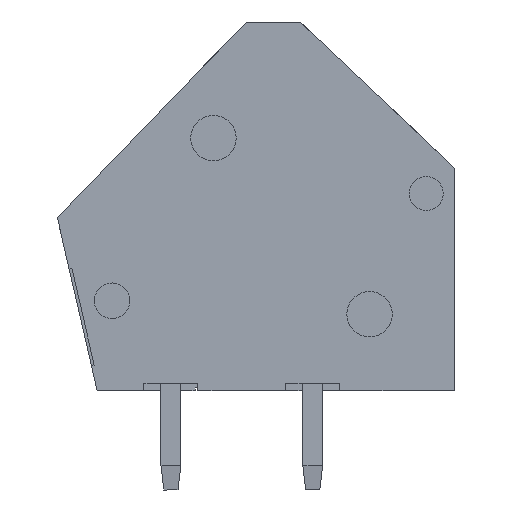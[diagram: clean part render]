
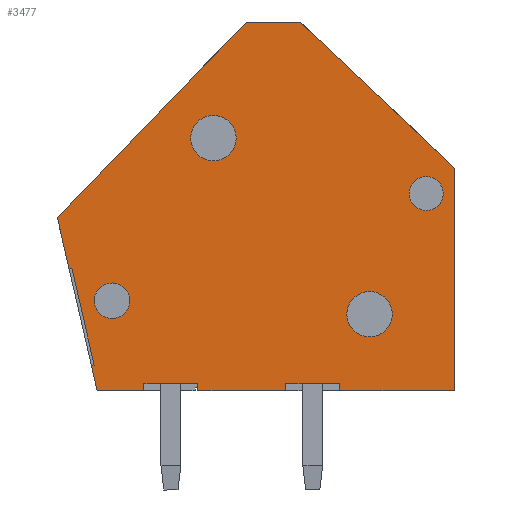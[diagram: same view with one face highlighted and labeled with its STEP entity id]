
A CAD part, left-side view. The second image highlights one B-rep face of the part: STEP entity #3477.
In plain terms, the highlighted planar face has unit normal (-1, 0, 0).
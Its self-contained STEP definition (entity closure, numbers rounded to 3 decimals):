
#105=CIRCLE('',#3724,0.625);
#106=CIRCLE('',#3725,0.8);
#107=CIRCLE('',#3726,0.8);
#108=CIRCLE('',#3727,0.6);
#255=ORIENTED_EDGE('',*,*,#1260,.T.);
#256=ORIENTED_EDGE('',*,*,#1261,.T.);
#257=ORIENTED_EDGE('',*,*,#1262,.T.);
#258=ORIENTED_EDGE('',*,*,#1263,.T.);
#259=ORIENTED_EDGE('',*,*,#1264,.T.);
#260=ORIENTED_EDGE('',*,*,#1265,.T.);
#261=ORIENTED_EDGE('',*,*,#1266,.T.);
#262=ORIENTED_EDGE('',*,*,#1267,.T.);
#263=ORIENTED_EDGE('',*,*,#1268,.T.);
#264=ORIENTED_EDGE('',*,*,#1269,.F.);
#265=ORIENTED_EDGE('',*,*,#1270,.F.);
#266=ORIENTED_EDGE('',*,*,#1271,.F.);
#267=ORIENTED_EDGE('',*,*,#1272,.T.);
#268=ORIENTED_EDGE('',*,*,#1273,.T.);
#269=ORIENTED_EDGE('',*,*,#1274,.T.);
#270=ORIENTED_EDGE('',*,*,#1275,.T.);
#271=ORIENTED_EDGE('',*,*,#1215,.T.);
#272=ORIENTED_EDGE('',*,*,#1276,.T.);
#273=ORIENTED_EDGE('',*,*,#1277,.T.);
#274=ORIENTED_EDGE('',*,*,#1278,.T.);
#275=ORIENTED_EDGE('',*,*,#1279,.T.);
#276=ORIENTED_EDGE('',*,*,#1280,.T.);
#1215=EDGE_CURVE('',#1721,#1722,#2060,.T.);
#1260=EDGE_CURVE('',#1759,#1759,#105,.T.);
#1261=EDGE_CURVE('',#1760,#1760,#106,.T.);
#1262=EDGE_CURVE('',#1761,#1761,#107,.T.);
#1263=EDGE_CURVE('',#1762,#1762,#108,.T.);
#1264=EDGE_CURVE('',#1763,#1764,#2102,.T.);
#1265=EDGE_CURVE('',#1764,#1765,#2103,.T.);
#1266=EDGE_CURVE('',#1765,#1766,#2104,.T.);
#1267=EDGE_CURVE('',#1766,#1767,#2105,.T.);
#1268=EDGE_CURVE('',#1767,#1768,#2106,.T.);
#1269=EDGE_CURVE('',#1769,#1768,#2107,.T.);
#1270=EDGE_CURVE('',#1770,#1769,#2108,.T.);
#1271=EDGE_CURVE('',#1771,#1770,#2109,.T.);
#1272=EDGE_CURVE('',#1771,#1772,#2110,.T.);
#1273=EDGE_CURVE('',#1772,#1773,#2111,.T.);
#1274=EDGE_CURVE('',#1773,#1774,#2112,.T.);
#1275=EDGE_CURVE('',#1774,#1721,#2113,.T.);
#1276=EDGE_CURVE('',#1722,#1775,#2114,.T.);
#1277=EDGE_CURVE('',#1775,#1776,#2115,.T.);
#1278=EDGE_CURVE('',#1776,#1777,#2116,.T.);
#1279=EDGE_CURVE('',#1777,#1778,#2117,.T.);
#1280=EDGE_CURVE('',#1778,#1763,#2118,.T.);
#1721=VERTEX_POINT('',#5009);
#1722=VERTEX_POINT('',#5010);
#1759=VERTEX_POINT('',#5100);
#1760=VERTEX_POINT('',#5102);
#1761=VERTEX_POINT('',#5104);
#1762=VERTEX_POINT('',#5106);
#1763=VERTEX_POINT('',#5108);
#1764=VERTEX_POINT('',#5109);
#1765=VERTEX_POINT('',#5111);
#1766=VERTEX_POINT('',#5113);
#1767=VERTEX_POINT('',#5115);
#1768=VERTEX_POINT('',#5117);
#1769=VERTEX_POINT('',#5119);
#1770=VERTEX_POINT('',#5121);
#1771=VERTEX_POINT('',#5123);
#1772=VERTEX_POINT('',#5125);
#1773=VERTEX_POINT('',#5127);
#1774=VERTEX_POINT('',#5129);
#1775=VERTEX_POINT('',#5132);
#1776=VERTEX_POINT('',#5134);
#1777=VERTEX_POINT('',#5136);
#1778=VERTEX_POINT('',#5138);
#2060=LINE('',#5008,#2469);
#2102=LINE('',#5107,#2511);
#2103=LINE('',#5110,#2512);
#2104=LINE('',#5112,#2513);
#2105=LINE('',#5114,#2514);
#2106=LINE('',#5116,#2515);
#2107=LINE('',#5118,#2516);
#2108=LINE('',#5120,#2517);
#2109=LINE('',#5122,#2518);
#2110=LINE('',#5124,#2519);
#2111=LINE('',#5126,#2520);
#2112=LINE('',#5128,#2521);
#2113=LINE('',#5130,#2522);
#2114=LINE('',#5131,#2523);
#2115=LINE('',#5133,#2524);
#2116=LINE('',#5135,#2525);
#2117=LINE('',#5137,#2526);
#2118=LINE('',#5139,#2527);
#2469=VECTOR('',#4014,1000.);
#2511=VECTOR('',#4086,1000.);
#2512=VECTOR('',#4087,1000.);
#2513=VECTOR('',#4088,1000.);
#2514=VECTOR('',#4089,1000.);
#2515=VECTOR('',#4090,1000.);
#2516=VECTOR('',#4091,1000.);
#2517=VECTOR('',#4092,1000.);
#2518=VECTOR('',#4093,1000.);
#2519=VECTOR('',#4094,1000.);
#2520=VECTOR('',#4095,1000.);
#2521=VECTOR('',#4096,1000.);
#2522=VECTOR('',#4097,1000.);
#2523=VECTOR('',#4098,1000.);
#2524=VECTOR('',#4099,1000.);
#2525=VECTOR('',#4100,1000.);
#2526=VECTOR('',#4101,1000.);
#2527=VECTOR('',#4102,1000.);
#2882=EDGE_LOOP('',(#255));
#2883=EDGE_LOOP('',(#256));
#2884=EDGE_LOOP('',(#257));
#2885=EDGE_LOOP('',(#258));
#2886=EDGE_LOOP('',(#259,#260,#261,#262,#263,#264,#265,#266,#267,#268,#269,
#270,#271,#272,#273,#274,#275,#276));
#3109=FACE_BOUND('',#2882,.T.);
#3110=FACE_BOUND('',#2883,.T.);
#3111=FACE_BOUND('',#2884,.T.);
#3112=FACE_BOUND('',#2885,.T.);
#3113=FACE_BOUND('',#2886,.T.);
#3332=PLANE('',#3723);
#3477=ADVANCED_FACE('',(#3109,#3110,#3111,#3112,#3113),#3332,.T.);
#3723=AXIS2_PLACEMENT_3D('',#5098,#4076,#4077);
#3724=AXIS2_PLACEMENT_3D('',#5099,#4078,#4079);
#3725=AXIS2_PLACEMENT_3D('',#5101,#4080,#4081);
#3726=AXIS2_PLACEMENT_3D('',#5103,#4082,#4083);
#3727=AXIS2_PLACEMENT_3D('',#5105,#4084,#4085);
#4014=DIRECTION('',(0.,0.693,-0.72));
#4076=DIRECTION('',(-1.,0.,0.));
#4077=DIRECTION('',(0.,0.,1.));
#4078=DIRECTION('',(1.,0.,0.));
#4079=DIRECTION('',(0.,-1.,0.));
#4080=DIRECTION('',(1.,0.,0.));
#4081=DIRECTION('',(0.,-1.,0.));
#4082=DIRECTION('',(1.,0.,0.));
#4083=DIRECTION('',(0.,-1.,0.));
#4084=DIRECTION('',(1.,0.,0.));
#4085=DIRECTION('',(0.,-1.,0.));
#4086=DIRECTION('',(0.,-1.,0.));
#4087=DIRECTION('',(0.,0.,1.));
#4088=DIRECTION('',(0.,-1.,0.));
#4089=DIRECTION('',(0.,0.,-1.));
#4090=DIRECTION('',(0.,-1.,0.));
#4091=DIRECTION('',(0.,0.,-1.));
#4092=DIRECTION('',(0.,1.,0.));
#4093=DIRECTION('',(0.,0.,1.));
#4094=DIRECTION('',(0.,-1.,0.));
#4095=DIRECTION('',(0.,0.,1.));
#4096=DIRECTION('',(0.,0.727,0.687));
#4097=DIRECTION('',(0.,1.,0.));
#4098=DIRECTION('',(0.,-0.224,-0.975));
#4099=DIRECTION('',(0.,-0.975,0.224));
#4100=DIRECTION('',(0.,-0.224,-0.975));
#4101=DIRECTION('',(0.,0.975,-0.224));
#4102=DIRECTION('',(0.,-0.224,-0.975));
#5008=CARTESIAN_POINT('',(-2.5,1.05,9.075));
#5009=CARTESIAN_POINT('',(-2.5,1.05,9.075));
#5010=CARTESIAN_POINT('',(-2.5,7.7,2.166));
#5098=CARTESIAN_POINT('',(-2.5,0.,0.));
#5099=CARTESIAN_POINT('',(-2.5,5.775,-0.75));
#5100=CARTESIAN_POINT('',(-2.5,5.15,-0.75));
#5101=CARTESIAN_POINT('',(-2.5,2.2,4.981));
#5102=CARTESIAN_POINT('',(-2.5,1.4,4.981));
#5103=CARTESIAN_POINT('',(-2.5,-3.304,-1.23));
#5104=CARTESIAN_POINT('',(-2.5,-4.104,-1.23));
#5105=CARTESIAN_POINT('',(-2.5,-5.3,3.025));
#5106=CARTESIAN_POINT('',(-2.5,-5.9,3.025));
#5107=CARTESIAN_POINT('',(-2.5,6.3,-3.925));
#5108=CARTESIAN_POINT('',(-2.5,6.3,-3.925));
#5109=CARTESIAN_POINT('',(-2.5,4.65,-3.925));
#5110=CARTESIAN_POINT('',(-2.5,4.65,0.));
#5111=CARTESIAN_POINT('',(-2.5,4.65,-3.675));
#5112=CARTESIAN_POINT('',(-2.5,0.,-3.675));
#5113=CARTESIAN_POINT('',(-2.5,2.75,-3.675));
#5114=CARTESIAN_POINT('',(-2.5,2.75,0.));
#5115=CARTESIAN_POINT('',(-2.5,2.75,-3.925));
#5116=CARTESIAN_POINT('',(-2.5,6.3,-3.925));
#5117=CARTESIAN_POINT('',(-2.5,-0.35,-3.925));
#5118=CARTESIAN_POINT('',(-2.5,-0.35,0.));
#5119=CARTESIAN_POINT('',(-2.5,-0.35,-3.675));
#5120=CARTESIAN_POINT('',(-2.5,0.,-3.675));
#5121=CARTESIAN_POINT('',(-2.5,-2.25,-3.675));
#5122=CARTESIAN_POINT('',(-2.5,-2.25,0.));
#5123=CARTESIAN_POINT('',(-2.5,-2.25,-3.925));
#5124=CARTESIAN_POINT('',(-2.5,6.3,-3.925));
#5125=CARTESIAN_POINT('',(-2.5,-6.3,-3.925));
#5126=CARTESIAN_POINT('',(-2.5,-6.3,-3.925));
#5127=CARTESIAN_POINT('',(-2.5,-6.3,3.925));
#5128=CARTESIAN_POINT('',(-2.5,-6.3,3.925));
#5129=CARTESIAN_POINT('',(-2.5,-0.85,9.075));
#5130=CARTESIAN_POINT('',(-2.5,-0.85,9.075));
#5131=CARTESIAN_POINT('',(-2.5,7.7,2.166));
#5132=CARTESIAN_POINT('',(-2.5,7.286,0.363));
#5133=CARTESIAN_POINT('',(-2.5,7.286,0.363));
#5134=CARTESIAN_POINT('',(-2.5,7.188,0.386));
#5135=CARTESIAN_POINT('',(-2.5,7.188,0.386));
#5136=CARTESIAN_POINT('',(-2.5,6.404,-3.025));
#5137=CARTESIAN_POINT('',(-2.5,6.404,-3.025));
#5138=CARTESIAN_POINT('',(-2.5,6.502,-3.048));
#5139=CARTESIAN_POINT('',(-2.5,6.502,-3.048));
